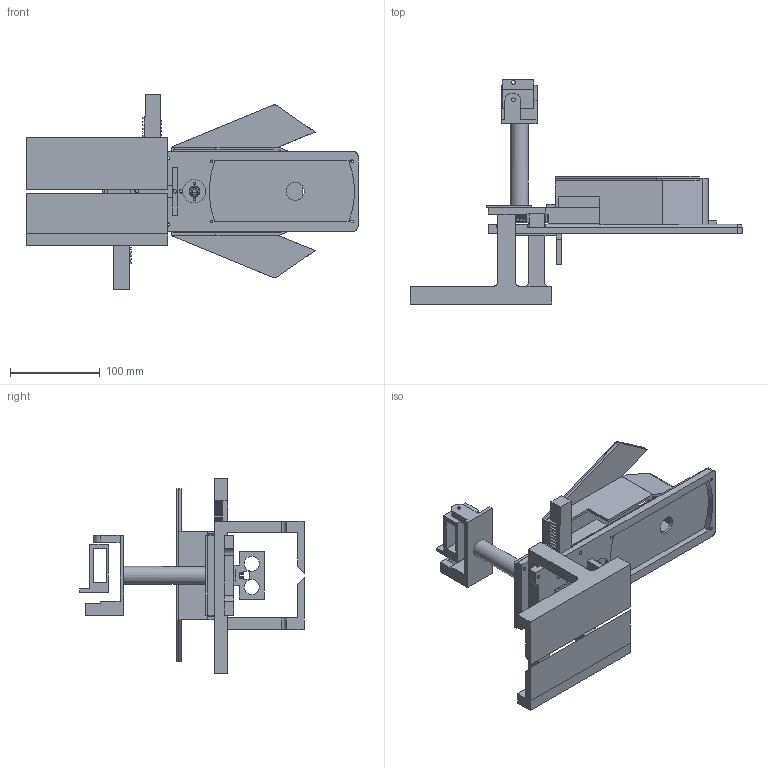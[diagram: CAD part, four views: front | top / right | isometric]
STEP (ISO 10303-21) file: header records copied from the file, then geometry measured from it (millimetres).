
FILE_DESCRIPTION(/* description */ (''),/* implementation_level */ '2;1');
FILE_NAME(/* name */ 'robot printed parts Final.step',/* time_stamp */ '2019-08-07T21:06:49+08:00',/* author */ (''),/* organization */ (''),/* preprocessor_version */ 'ST-DEVELOPER v18',/* originating_system */ 'Autodesk Translation Framework v8.2.0.1029',/* authorisation */ '');
FILE_SCHEMA (('AUTOMOTIVE_DESIGN { 1 0 10303 214 3 1 1 }'));
Products named in the file (2): robot printed parts; gear arm fix
Assembly tree (1 placements, depth 2):
  robot printed parts
    gear arm fix
Bounding box: 370.5 x 250.5 x 217.5 mm (x, y, z)
Volume: 796477.7 mm3; surface area: 335450.2 mm2
Topology: 13 solids, 13 shells, 1846 faces, 5413 edges, 3592 vertices
Faces by surface type: plane 1201, cylinder 462, bspline 92, torus 90, cone 1
Full cylindrical faces by diameter (mm): 3 x10, 4 x15, 4.2 x10, 5 x2, 6.35 x1, 6.366 x1, 7.2 x1, 7.7 x1, 8 x2, 10 x1, 10.5 x1, 12.042 x1, 16.5 x1, 17 x2, 20 x2
Entity records: 66314 total; most frequent: CARTESIAN_POINT 16719, ORIENTED_EDGE 10828, DIRECTION 9594, EDGE_CURVE 5414, LINE 4020, VECTOR 4020, VERTEX_POINT 3592, AXIS2_PLACEMENT_3D 2787
